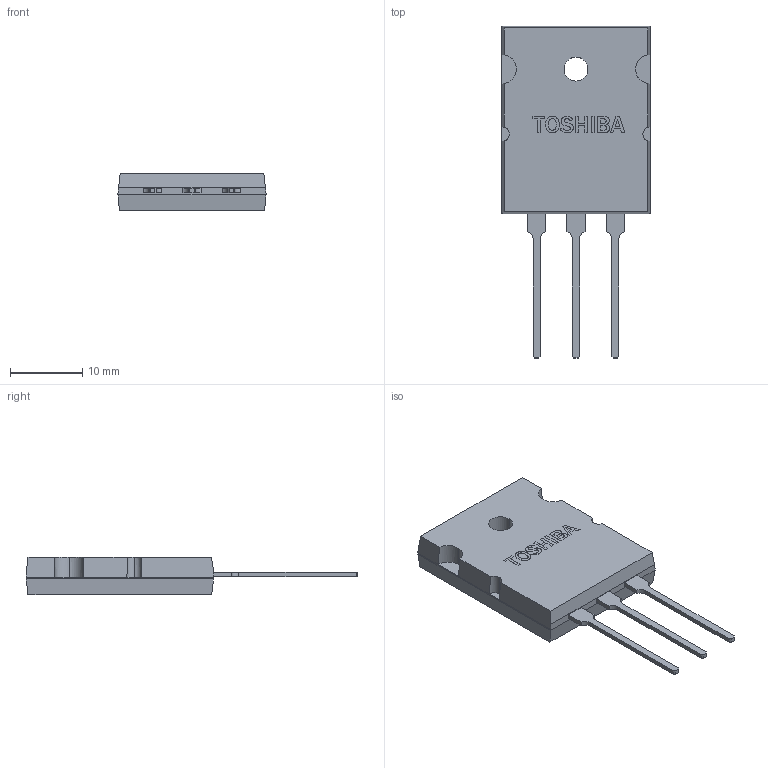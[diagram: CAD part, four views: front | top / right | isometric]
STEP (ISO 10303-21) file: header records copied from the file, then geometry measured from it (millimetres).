
FILE_DESCRIPTION (( 'STEP AP214' ), '1' );
FILE_NAME ('User Library-to264.STEP', '2013-07-25T08:36:24', ( 'Windows User' ), ( '' ), 'SwSTEP 2.0', 'SolidWorks 2013', '' );
FILE_SCHEMA (( 'AUTOMOTIVE_DESIGN' ));
Length unit declared in the file: millimetre
Products named in the file (1): User Library-to264
Bounding box: 20.5 x 45.98 x 5.2 mm (x, y, z)
Volume: 2670.7 mm3; surface area: 1770.3 mm2
Topology: 1 solids, 1 shells, 149 faces, 389 edges, 256 vertices
Faces by surface type: plane 107, bspline 28, cylinder 14
Entity records: 6626 total; most frequent: CARTESIAN_POINT 2639, ORIENTED_EDGE 778, DIRECTION 597, EDGE_CURVE 389, LINE 297, VECTOR 297, VERTEX_POINT 256, EDGE_LOOP 165
